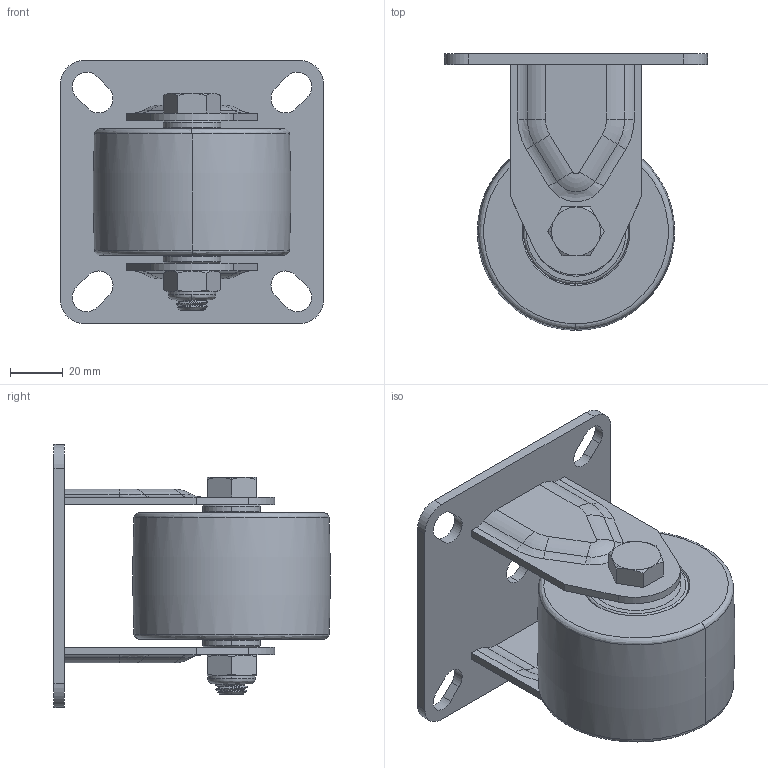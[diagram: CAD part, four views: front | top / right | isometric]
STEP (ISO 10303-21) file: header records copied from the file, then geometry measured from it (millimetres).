
FILE_DESCRIPTION (( 'STEP AP214' ), '1' );
FILE_NAME ('0054898.step', '2022-11-15T13:44:09', ( '' ), ( '' ), 'SwSTEP 2.0', 'SolidWorks 2020', '' );
FILE_SCHEMA (( 'AUTOMOTIVE_DESIGN' ));
Length unit declared in the file: millimetre
Products named in the file (1): 0054898
Bounding box: 100 x 104.95 x 100 mm (x, y, z)
Volume: 255081.1 mm3; surface area: 71590.3 mm2
Topology: 1 solids, 4 shells, 705 faces, 1934 edges, 1268 vertices
Faces by surface type: plane 459, cylinder 132, cone 52, bspline 50, torus 12
Entity records: 27445 total; most frequent: CARTESIAN_POINT 9480, ORIENTED_EDGE 3868, DIRECTION 3398, EDGE_CURVE 1934, VECTOR 1404, LINE 1404, VERTEX_POINT 1268, AXIS2_PLACEMENT_3D 997
